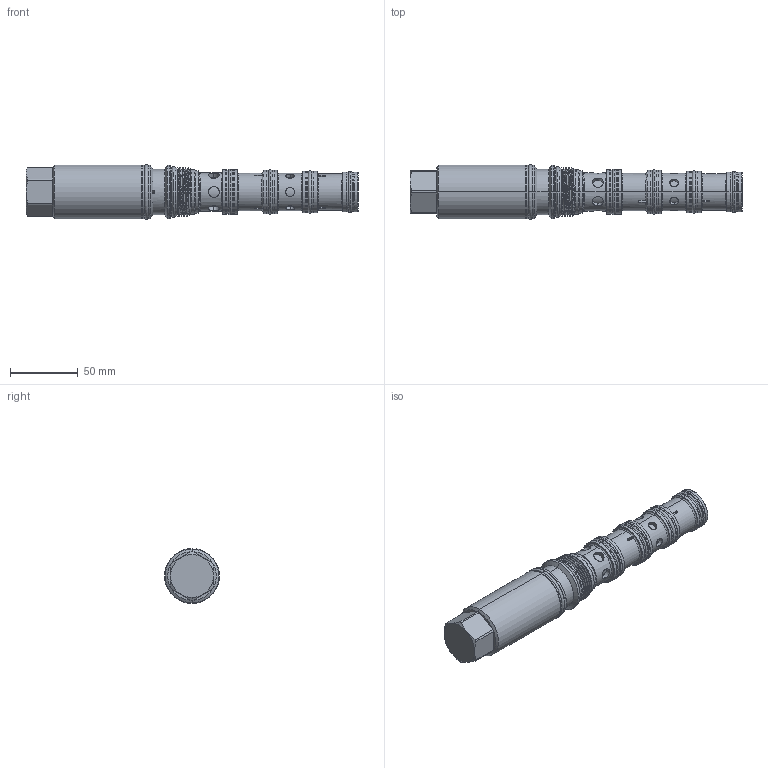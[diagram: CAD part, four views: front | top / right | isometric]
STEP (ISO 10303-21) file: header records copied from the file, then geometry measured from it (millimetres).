
FILE_DESCRIPTION (( 'STEP AP203' ), '1' );
FILE_NAME ('PDD53A6P24N045.STEP', '2020-04-15T00:28:26', ( '' ), ( '' ), 'SwSTEP 2.0', 'SolidWorks 2018', '' );
FILE_SCHEMA (( 'CONFIG_CONTROL_DESIGN' ));
Length unit declared in the file: millimetre
Products named in the file (1): PDD53A6P24N045
Bounding box: 244.46 x 40.39 x 40.39 mm (x, y, z)
Volume: 212437 mm3; surface area: 43004.2 mm2
Topology: 6 solids, 6 shells, 356 faces, 791 edges, 490 vertices
Faces by surface type: cylinder 179, plane 90, torus 47, cone 37, bspline 3
Entity records: 13294 total; most frequent: CARTESIAN_POINT 5317, DIRECTION 1726, ORIENTED_EDGE 1578, EDGE_CURVE 789, AXIS2_PLACEMENT_3D 727, VERTEX_POINT 490, EDGE_LOOP 413, CIRCLE 373
